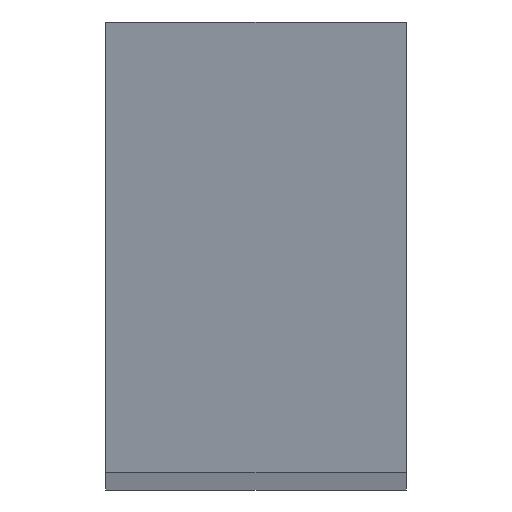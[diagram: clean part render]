
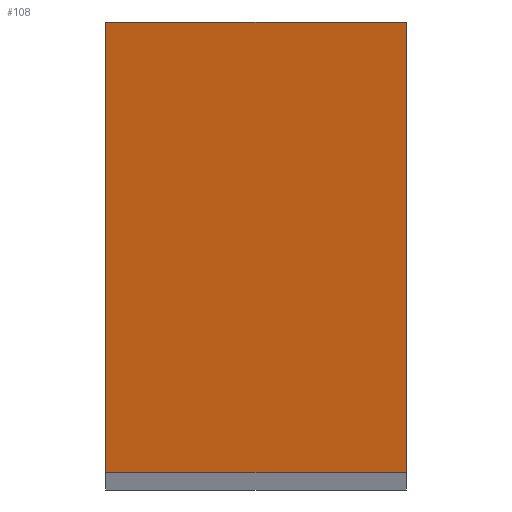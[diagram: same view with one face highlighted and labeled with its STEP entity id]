
A CAD part, top view. The second image highlights one B-rep face of the part: STEP entity #108.
In plain terms, the highlighted planar face has unit normal (0, -0.165, 0.986).
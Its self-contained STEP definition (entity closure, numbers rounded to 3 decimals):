
#14 = VECTOR ( 'NONE', #50, 1000. ) ;
#15 = AXIS2_PLACEMENT_3D ( 'NONE', #116, #99, #63 ) ;
#21 = LINE ( 'NONE', #36, #14 ) ;
#22 = DIRECTION ( 'NONE',  ( 0., 0.986, 0.165 ) ) ;
#29 = VECTOR ( 'NONE', #22, 1000. ) ;
#31 = VERTEX_POINT ( 'NONE', #135 ) ;
#36 = CARTESIAN_POINT ( 'NONE',  ( -20., 30., 1330. ) ) ;
#37 = DIRECTION ( 'NONE',  ( 0., -0.986, -0.165 ) ) ;
#50 = DIRECTION ( 'NONE',  ( -1., 0., 0. ) ) ;
#55 = VERTEX_POINT ( 'NONE', #60 ) ;
#56 = ORIENTED_EDGE ( 'NONE', *, *, #188, .T. ) ;
#60 = CARTESIAN_POINT ( 'NONE',  ( 20., 30., 1330. ) ) ;
#63 = DIRECTION ( 'NONE',  ( 0., -0.986, -0.165 ) ) ;
#64 = DIRECTION ( 'NONE',  ( 1., 0., 0. ) ) ;
#81 = ORIENTED_EDGE ( 'NONE', *, *, #183, .T. ) ;
#82 = CARTESIAN_POINT ( 'NONE',  ( -20., 30., 1330. ) ) ;
#91 = ORIENTED_EDGE ( 'NONE', *, *, #150, .T. ) ;
#99 = DIRECTION ( 'NONE',  ( 0., -0.165, 0.986 ) ) ;
#101 = LINE ( 'NONE', #160, #29 ) ;
#108 = ADVANCED_FACE ( 'NONE', ( #158 ), #129, .T. ) ;
#114 = CARTESIAN_POINT ( 'NONE',  ( -20., 30., 1330. ) ) ;
#116 = CARTESIAN_POINT ( 'NONE',  ( -20., 30., 1330. ) ) ;
#120 = VECTOR ( 'NONE', #37, 1000. ) ;
#121 = VERTEX_POINT ( 'NONE', #82 ) ;
#125 = VECTOR ( 'NONE', #64, 1000. ) ;
#127 = LINE ( 'NONE', #114, #120 ) ;
#129 = PLANE ( 'NONE',  #15 ) ;
#135 = CARTESIAN_POINT ( 'NONE',  ( 20., -30., 1319.959 ) ) ;
#141 = VERTEX_POINT ( 'NONE', #190 ) ;
#142 = LINE ( 'NONE', #189, #125 ) ;
#150 = EDGE_CURVE ( 'NONE', #141, #31, #142, .T. ) ;
#152 = EDGE_CURVE ( 'NONE', #55, #121, #21, .T. ) ;
#154 = ORIENTED_EDGE ( 'NONE', *, *, #152, .T. ) ;
#158 = FACE_OUTER_BOUND ( 'NONE', #192, .T. ) ;
#160 = CARTESIAN_POINT ( 'NONE',  ( 20., 30., 1330. ) ) ;
#183 = EDGE_CURVE ( 'NONE', #121, #141, #127, .T. ) ;
#188 = EDGE_CURVE ( 'NONE', #31, #55, #101, .T. ) ;
#189 = CARTESIAN_POINT ( 'NONE',  ( -20., -30., 1319.959 ) ) ;
#190 = CARTESIAN_POINT ( 'NONE',  ( -20., -30., 1319.959 ) ) ;
#192 = EDGE_LOOP ( 'NONE', ( #56, #154, #81, #91 ) ) ;
